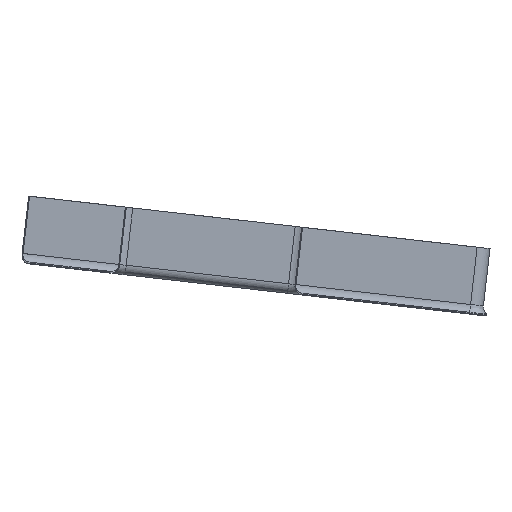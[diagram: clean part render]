
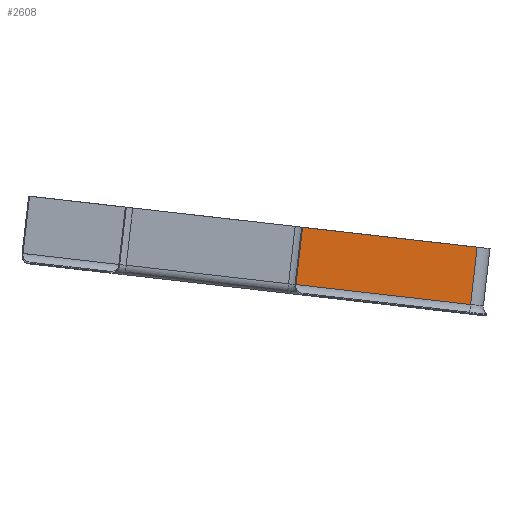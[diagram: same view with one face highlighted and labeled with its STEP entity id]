
A CAD part, front view. The second image highlights one B-rep face of the part: STEP entity #2608.
In plain terms, the highlighted planar face has unit normal (0, -1, 0).
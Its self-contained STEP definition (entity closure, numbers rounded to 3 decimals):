
#407=VERTEX_POINT('',#3872);
#408=VERTEX_POINT('',#3874);
#522=VERTEX_POINT('',#4570);
#577=VERTEX_POINT('',#4907);
#622=VECTOR('',#3107,1.);
#686=VECTOR('',#3338,1.);
#711=VECTOR('',#3481,1.);
#714=VECTOR('',#3488,1.);
#801=LINE('',#3873,#622);
#865=LINE('',#4571,#686);
#890=LINE('',#4910,#711);
#893=LINE('',#4916,#714);
#1024=EDGE_CURVE('',#407,#408,#801,.T.);
#1188=EDGE_CURVE('',#522,#407,#865,.T.);
#1285=EDGE_CURVE('',#522,#577,#890,.T.);
#1288=EDGE_CURVE('',#408,#577,#893,.T.);
#1849=ORIENTED_EDGE('',*,*,#1188,.F.);
#1850=ORIENTED_EDGE('',*,*,#1285,.T.);
#1851=ORIENTED_EDGE('',*,*,#1288,.F.);
#1852=ORIENTED_EDGE('',*,*,#1024,.F.);
#2266=EDGE_LOOP('',(#1849,#1850,#1851,#1852));
#2441=FACE_BOUND('',#2266,.T.);
#2608=ADVANCED_FACE('',(#2441),#5070,.T.);
#2892=AXIS2_PLACEMENT_3D('',#4915,#3487,$);
#3107=DIRECTION('',(0.994,0.,-0.113));
#3338=DIRECTION('',(0.113,0.,0.994));
#3481=DIRECTION('',(0.994,0.,-0.113));
#3487=DIRECTION('',(0.,-1.,0.));
#3488=DIRECTION('',(-0.113,0.,-0.994));
#3872=CARTESIAN_POINT('',(199.389,-196.792,10.734));
#3873=CARTESIAN_POINT('',(199.389,-196.792,10.734));
#3874=CARTESIAN_POINT('',(217.547,-196.792,8.666));
#4570=CARTESIAN_POINT('',(198.709,-196.792,4.773));
#4571=CARTESIAN_POINT('',(198.709,-196.792,4.773));
#4907=CARTESIAN_POINT('',(216.867,-196.792,2.704));
#4910=CARTESIAN_POINT('',(198.709,-196.792,4.773));
#4915=CARTESIAN_POINT('',(217.547,-196.792,8.666));
#4916=CARTESIAN_POINT('',(217.547,-196.792,8.666));
#5070=PLANE('',#2892);
